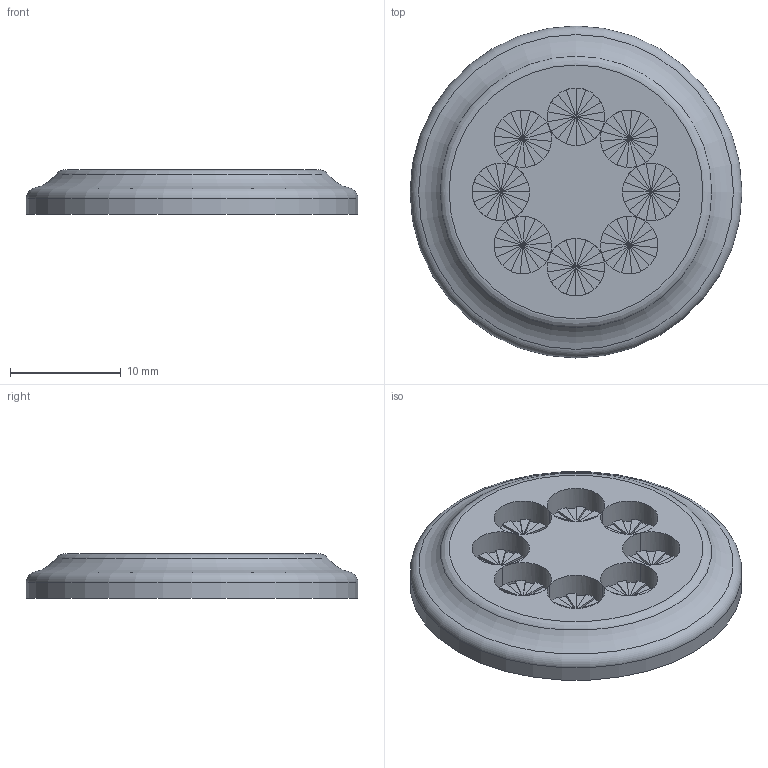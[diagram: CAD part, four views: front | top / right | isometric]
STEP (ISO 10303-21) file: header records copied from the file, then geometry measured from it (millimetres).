
FILE_DESCRIPTION(/* description */ (''),/* implementation_level */ '2;1');
FILE_NAME(/* name */ 'magnetic-wallet-holder-source-step.step',/* time_stamp */ '2025-08-07T20:15:51-07:00',/* author */ (''),/* organization */ (''),/* preprocessor_version */ 'ST-DEVELOPER v20.1',/* originating_system */ 'Autodesk Translation Framework v14.10.0.0',/* authorisation */ '');
FILE_SCHEMA (('AUTOMOTIVE_DESIGN { 1 0 10303 214 3 1 1 }'));
Length unit declared in the file: millimetre
Products named in the file (2): Wallet Holder V2; Main
Assembly tree (1 placements, depth 2):
  Wallet Holder V2
    Main
Bounding box: 30 x 30 x 4 mm (x, y, z)
Volume: 2133.8 mm3; surface area: 1989 mm2
Topology: 1 solids, 1 shells, 309 faces, 707 edges, 333 vertices
Faces by surface type: plane 291, cylinder 15, torus 3
Full cylindrical faces by diameter (mm): 5.2 x2, 30 x1
Entity records: 8362 total; most frequent: DIRECTION 1519, ORIENTED_EDGE 1422, CARTESIAN_POINT 1356, EDGE_CURVE 711, LINE 527, VECTOR 527, AXIS2_PLACEMENT_3D 496, VERTEX_POINT 333
